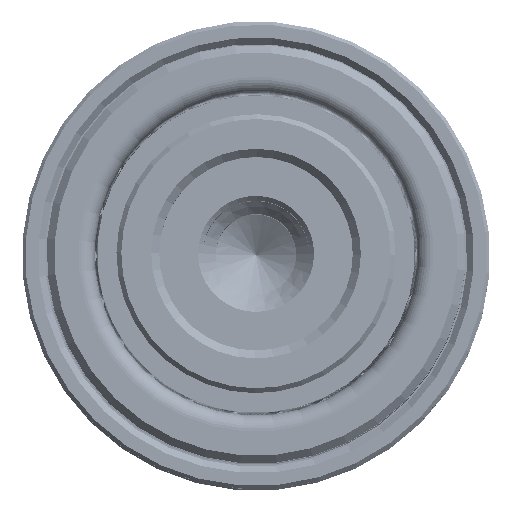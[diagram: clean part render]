
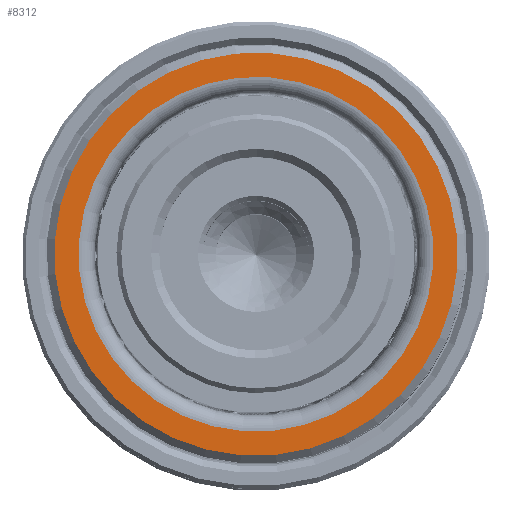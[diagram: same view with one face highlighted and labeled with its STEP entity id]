
A CAD part, top view. The second image highlights one B-rep face of the part: STEP entity #8312.
In plain terms, the highlighted planar face has unit normal (0, 0, 1).
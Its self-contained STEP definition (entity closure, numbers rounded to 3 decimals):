
#70 = CIRCLE ( 'NONE', #14309, 11. ) ;
#213 = VERTEX_POINT ( 'NONE', #34970 ) ;
#992 = CIRCLE ( 'NONE', #8539, 11. ) ;
#1438 = DIRECTION ( 'NONE',  ( 1., 0., 0. ) ) ;
#2247 = CARTESIAN_POINT ( 'NONE',  ( 0., 0., 40. ) ) ;
#2417 = AXIS2_PLACEMENT_3D ( 'NONE', #9468, #29483, #12344 ) ;
#2436 = CIRCLE ( 'NONE', #17696, 12.5 ) ;
#2453 = VERTEX_POINT ( 'NONE', #31496 ) ;
#3985 = AXIS2_PLACEMENT_3D ( 'NONE', #2247, #22501, #5171 ) ;
#5171 = DIRECTION ( 'NONE',  ( 1., 0., 0. ) ) ;
#5309 = ORIENTED_EDGE ( 'NONE', *, *, #27539, .T. ) ;
#5420 = CARTESIAN_POINT ( 'NONE',  ( -12.5, 0., 40. ) ) ;
#8312 = ADVANCED_FACE ( 'NONE', ( #35994, #13153 ), #33816, .T. ) ;
#8539 = AXIS2_PLACEMENT_3D ( 'NONE', #35929, #18795, #1438 ) ;
#9468 = CARTESIAN_POINT ( 'NONE',  ( 0., 0., 40. ) ) ;
#10143 = ORIENTED_EDGE ( 'NONE', *, *, #27581, .T. ) ;
#12344 = DIRECTION ( 'NONE',  ( 1., 0., 0. ) ) ;
#13153 = FACE_OUTER_BOUND ( 'NONE', #31341, .T. ) ;
#13260 = DIRECTION ( 'NONE',  ( 0., 0., -1. ) ) ;
#13840 = CARTESIAN_POINT ( 'NONE',  ( 0., 0., 40. ) ) ;
#14309 = AXIS2_PLACEMENT_3D ( 'NONE', #30400, #13260, #33263 ) ;
#15660 = ORIENTED_EDGE ( 'NONE', *, *, #20242, .T. ) ;
#16729 = DIRECTION ( 'NONE',  ( 1., 0., 0. ) ) ;
#17696 = AXIS2_PLACEMENT_3D ( 'NONE', #13840, #33860, #16729 ) ;
#18795 = DIRECTION ( 'NONE',  ( 0., 0., -1. ) ) ;
#20242 = EDGE_CURVE ( 'NONE', #213, #22701, #33241, .T. ) ;
#20766 = CARTESIAN_POINT ( 'NONE',  ( 11., 0., 40. ) ) ;
#22501 = DIRECTION ( 'NONE',  ( 0., 0., 1. ) ) ;
#22701 = VERTEX_POINT ( 'NONE', #5420 ) ;
#25047 = ORIENTED_EDGE ( 'NONE', *, *, #31163, .T. ) ;
#27539 = EDGE_CURVE ( 'NONE', #2453, #36780, #992, .T. ) ;
#27581 = EDGE_CURVE ( 'NONE', #36780, #2453, #70, .T. ) ;
#29483 = DIRECTION ( 'NONE',  ( 0., 0., 1. ) ) ;
#30400 = CARTESIAN_POINT ( 'NONE',  ( 0., 0., 40. ) ) ;
#31163 = EDGE_CURVE ( 'NONE', #22701, #213, #2436, .T. ) ;
#31341 = EDGE_LOOP ( 'NONE', ( #25047, #15660 ) ) ;
#31496 = CARTESIAN_POINT ( 'NONE',  ( -11., 0., 40. ) ) ;
#33241 = CIRCLE ( 'NONE', #2417, 12.5 ) ;
#33263 = DIRECTION ( 'NONE',  ( 1., 0., 0. ) ) ;
#33816 = PLANE ( 'NONE',  #3985 ) ;
#33860 = DIRECTION ( 'NONE',  ( 0., 0., 1. ) ) ;
#34970 = CARTESIAN_POINT ( 'NONE',  ( 12.5, 0., 40. ) ) ;
#35929 = CARTESIAN_POINT ( 'NONE',  ( 0., 0., 40. ) ) ;
#35994 = FACE_BOUND ( 'NONE', #36555, .T. ) ;
#36555 = EDGE_LOOP ( 'NONE', ( #10143, #5309 ) ) ;
#36780 = VERTEX_POINT ( 'NONE', #20766 ) ;
